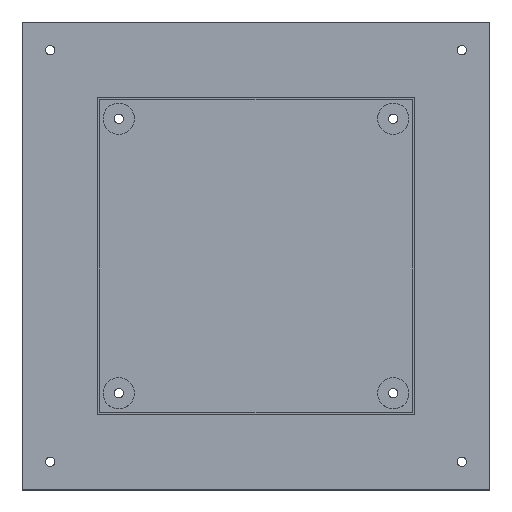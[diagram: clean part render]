
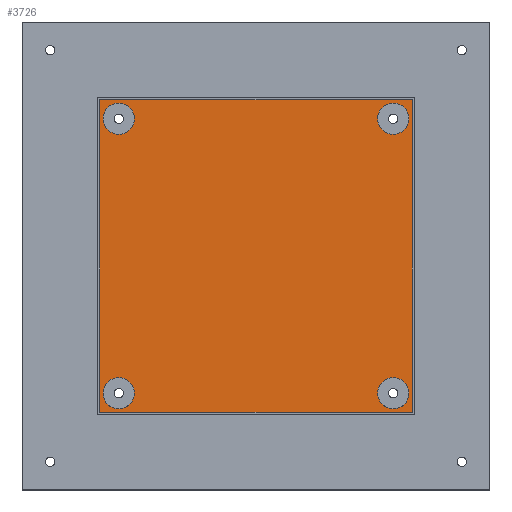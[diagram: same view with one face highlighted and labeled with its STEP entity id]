
A CAD part, top view. The second image highlights one B-rep face of the part: STEP entity #3726.
In plain terms, the highlighted planar face has unit normal (0, 0, 1).
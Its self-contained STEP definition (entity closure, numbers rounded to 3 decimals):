
#3076 = PLANE('',#3077);
#3077 = AXIS2_PLACEMENT_3D('',#3078,#3079,#3080);
#3078 = CARTESIAN_POINT('',(-50.1,-50.1,1.));
#3079 = DIRECTION('',(-1.,0.,0.));
#3080 = DIRECTION('',(0.,1.,0.));
#3104 = PLANE('',#3105);
#3105 = AXIS2_PLACEMENT_3D('',#3106,#3107,#3108);
#3106 = CARTESIAN_POINT('',(-50.1,50.1,1.));
#3107 = DIRECTION('',(0.,1.,0.));
#3108 = DIRECTION('',(1.,0.,0.));
#3132 = PLANE('',#3133);
#3133 = AXIS2_PLACEMENT_3D('',#3134,#3135,#3136);
#3134 = CARTESIAN_POINT('',(50.1,50.1,1.));
#3135 = DIRECTION('',(1.,0.,0.));
#3136 = DIRECTION('',(0.,-1.,0.));
#3158 = PLANE('',#3159);
#3159 = AXIS2_PLACEMENT_3D('',#3160,#3161,#3162);
#3160 = CARTESIAN_POINT('',(50.1,-50.1,1.));
#3161 = DIRECTION('',(0.,-1.,0.));
#3162 = DIRECTION('',(-1.,0.,0.));
#3390 = VERTEX_POINT('',#3391);
#3391 = CARTESIAN_POINT('',(-50.1,-50.1,1.));
#3414 = VERTEX_POINT('',#3415);
#3415 = CARTESIAN_POINT('',(-50.1,50.1,1.));
#3436 = EDGE_CURVE('',#3390,#3414,#3437,.T.);
#3437 = SURFACE_CURVE('',#3438,(#3442,#3449),.PCURVE_S1.);
#3438 = LINE('',#3439,#3440);
#3439 = CARTESIAN_POINT('',(-50.1,-50.1,1.));
#3440 = VECTOR('',#3441,1.);
#3441 = DIRECTION('',(0.,1.,0.));
#3442 = PCURVE('',#3076,#3443);
#3443 = DEFINITIONAL_REPRESENTATION('',(#3444),#3448);
#3444 = LINE('',#3445,#3446);
#3445 = CARTESIAN_POINT('',(0.,0.));
#3446 = VECTOR('',#3447,1.);
#3447 = DIRECTION('',(1.,0.));
#3448 = ( GEOMETRIC_REPRESENTATION_CONTEXT(2) 
PARAMETRIC_REPRESENTATION_CONTEXT() REPRESENTATION_CONTEXT('2D SPACE',''
  ) );
#3449 = PCURVE('',#3450,#3455);
#3450 = PLANE('',#3451);
#3451 = AXIS2_PLACEMENT_3D('',#3452,#3453,#3454);
#3452 = CARTESIAN_POINT('',(0.,0.,1.));
#3453 = DIRECTION('',(0.,0.,1.));
#3454 = DIRECTION('',(1.,0.,0.));
#3455 = DEFINITIONAL_REPRESENTATION('',(#3456),#3460);
#3456 = LINE('',#3457,#3458);
#3457 = CARTESIAN_POINT('',(-50.1,-50.1));
#3458 = VECTOR('',#3459,1.);
#3459 = DIRECTION('',(0.,1.));
#3460 = ( GEOMETRIC_REPRESENTATION_CONTEXT(2) 
PARAMETRIC_REPRESENTATION_CONTEXT() REPRESENTATION_CONTEXT('2D SPACE',''
  ) );
#3468 = VERTEX_POINT('',#3469);
#3469 = CARTESIAN_POINT('',(50.1,50.1,1.));
#3490 = EDGE_CURVE('',#3414,#3468,#3491,.T.);
#3491 = SURFACE_CURVE('',#3492,(#3496,#3503),.PCURVE_S1.);
#3492 = LINE('',#3493,#3494);
#3493 = CARTESIAN_POINT('',(-50.1,50.1,1.));
#3494 = VECTOR('',#3495,1.);
#3495 = DIRECTION('',(1.,0.,0.));
#3496 = PCURVE('',#3104,#3497);
#3497 = DEFINITIONAL_REPRESENTATION('',(#3498),#3502);
#3498 = LINE('',#3499,#3500);
#3499 = CARTESIAN_POINT('',(0.,0.));
#3500 = VECTOR('',#3501,1.);
#3501 = DIRECTION('',(1.,0.));
#3502 = ( GEOMETRIC_REPRESENTATION_CONTEXT(2) 
PARAMETRIC_REPRESENTATION_CONTEXT() REPRESENTATION_CONTEXT('2D SPACE',''
  ) );
#3503 = PCURVE('',#3450,#3504);
#3504 = DEFINITIONAL_REPRESENTATION('',(#3505),#3509);
#3505 = LINE('',#3506,#3507);
#3506 = CARTESIAN_POINT('',(-50.1,50.1));
#3507 = VECTOR('',#3508,1.);
#3508 = DIRECTION('',(1.,0.));
#3509 = ( GEOMETRIC_REPRESENTATION_CONTEXT(2) 
PARAMETRIC_REPRESENTATION_CONTEXT() REPRESENTATION_CONTEXT('2D SPACE',''
  ) );
#3517 = VERTEX_POINT('',#3518);
#3518 = CARTESIAN_POINT('',(50.1,-50.1,1.));
#3539 = EDGE_CURVE('',#3468,#3517,#3540,.T.);
#3540 = SURFACE_CURVE('',#3541,(#3545,#3552),.PCURVE_S1.);
#3541 = LINE('',#3542,#3543);
#3542 = CARTESIAN_POINT('',(50.1,50.1,1.));
#3543 = VECTOR('',#3544,1.);
#3544 = DIRECTION('',(0.,-1.,0.));
#3545 = PCURVE('',#3132,#3546);
#3546 = DEFINITIONAL_REPRESENTATION('',(#3547),#3551);
#3547 = LINE('',#3548,#3549);
#3548 = CARTESIAN_POINT('',(0.,0.));
#3549 = VECTOR('',#3550,1.);
#3550 = DIRECTION('',(1.,0.));
#3551 = ( GEOMETRIC_REPRESENTATION_CONTEXT(2) 
PARAMETRIC_REPRESENTATION_CONTEXT() REPRESENTATION_CONTEXT('2D SPACE',''
  ) );
#3552 = PCURVE('',#3450,#3553);
#3553 = DEFINITIONAL_REPRESENTATION('',(#3554),#3558);
#3554 = LINE('',#3555,#3556);
#3555 = CARTESIAN_POINT('',(50.1,50.1));
#3556 = VECTOR('',#3557,1.);
#3557 = DIRECTION('',(0.,-1.));
#3558 = ( GEOMETRIC_REPRESENTATION_CONTEXT(2) 
PARAMETRIC_REPRESENTATION_CONTEXT() REPRESENTATION_CONTEXT('2D SPACE',''
  ) );
#3566 = EDGE_CURVE('',#3517,#3390,#3567,.T.);
#3567 = SURFACE_CURVE('',#3568,(#3572,#3579),.PCURVE_S1.);
#3568 = LINE('',#3569,#3570);
#3569 = CARTESIAN_POINT('',(50.1,-50.1,1.));
#3570 = VECTOR('',#3571,1.);
#3571 = DIRECTION('',(-1.,0.,0.));
#3572 = PCURVE('',#3158,#3573);
#3573 = DEFINITIONAL_REPRESENTATION('',(#3574),#3578);
#3574 = LINE('',#3575,#3576);
#3575 = CARTESIAN_POINT('',(0.,-0.));
#3576 = VECTOR('',#3577,1.);
#3577 = DIRECTION('',(1.,0.));
#3578 = ( GEOMETRIC_REPRESENTATION_CONTEXT(2) 
PARAMETRIC_REPRESENTATION_CONTEXT() REPRESENTATION_CONTEXT('2D SPACE',''
  ) );
#3579 = PCURVE('',#3450,#3580);
#3580 = DEFINITIONAL_REPRESENTATION('',(#3581),#3585);
#3581 = LINE('',#3582,#3583);
#3582 = CARTESIAN_POINT('',(50.1,-50.1));
#3583 = VECTOR('',#3584,1.);
#3584 = DIRECTION('',(-1.,0.));
#3585 = ( GEOMETRIC_REPRESENTATION_CONTEXT(2) 
PARAMETRIC_REPRESENTATION_CONTEXT() REPRESENTATION_CONTEXT('2D SPACE',''
  ) );
#3607 = CYLINDRICAL_SURFACE('',#3608,5.);
#3608 = AXIS2_PLACEMENT_3D('',#3609,#3610,#3611);
#3609 = CARTESIAN_POINT('',(-44.,-44.,1.));
#3610 = DIRECTION('',(-0.,-0.,-1.));
#3611 = DIRECTION('',(1.,0.,0.));
#3642 = CYLINDRICAL_SURFACE('',#3643,5.);
#3643 = AXIS2_PLACEMENT_3D('',#3644,#3645,#3646);
#3644 = CARTESIAN_POINT('',(44.,-44.,1.));
#3645 = DIRECTION('',(-0.,-0.,-1.));
#3646 = DIRECTION('',(1.,0.,0.));
#3677 = CYLINDRICAL_SURFACE('',#3678,5.);
#3678 = AXIS2_PLACEMENT_3D('',#3679,#3680,#3681);
#3679 = CARTESIAN_POINT('',(-44.,44.,1.));
#3680 = DIRECTION('',(-0.,-0.,-1.));
#3681 = DIRECTION('',(1.,0.,0.));
#3712 = CYLINDRICAL_SURFACE('',#3713,5.);
#3713 = AXIS2_PLACEMENT_3D('',#3714,#3715,#3716);
#3714 = CARTESIAN_POINT('',(44.,44.,1.));
#3715 = DIRECTION('',(-0.,-0.,-1.));
#3716 = DIRECTION('',(1.,0.,0.));
#3726 = ADVANCED_FACE('',(#3727,#3733,#3759,#3785,#3811),#3450,.T.);
#3727 = FACE_BOUND('',#3728,.T.);
#3728 = EDGE_LOOP('',(#3729,#3730,#3731,#3732));
#3729 = ORIENTED_EDGE('',*,*,#3436,.F.);
#3730 = ORIENTED_EDGE('',*,*,#3566,.F.);
#3731 = ORIENTED_EDGE('',*,*,#3539,.F.);
#3732 = ORIENTED_EDGE('',*,*,#3490,.F.);
#3733 = FACE_BOUND('',#3734,.T.);
#3734 = EDGE_LOOP('',(#3735));
#3735 = ORIENTED_EDGE('',*,*,#3736,.F.);
#3736 = EDGE_CURVE('',#3737,#3737,#3739,.T.);
#3737 = VERTEX_POINT('',#3738);
#3738 = CARTESIAN_POINT('',(-39.,-44.,1.));
#3739 = SURFACE_CURVE('',#3740,(#3745,#3752),.PCURVE_S1.);
#3740 = CIRCLE('',#3741,5.);
#3741 = AXIS2_PLACEMENT_3D('',#3742,#3743,#3744);
#3742 = CARTESIAN_POINT('',(-44.,-44.,1.));
#3743 = DIRECTION('',(0.,0.,1.));
#3744 = DIRECTION('',(1.,0.,0.));
#3745 = PCURVE('',#3450,#3746);
#3746 = DEFINITIONAL_REPRESENTATION('',(#3747),#3751);
#3747 = CIRCLE('',#3748,5.);
#3748 = AXIS2_PLACEMENT_2D('',#3749,#3750);
#3749 = CARTESIAN_POINT('',(-44.,-44.));
#3750 = DIRECTION('',(1.,0.));
#3751 = ( GEOMETRIC_REPRESENTATION_CONTEXT(2) 
PARAMETRIC_REPRESENTATION_CONTEXT() REPRESENTATION_CONTEXT('2D SPACE',''
  ) );
#3752 = PCURVE('',#3607,#3753);
#3753 = DEFINITIONAL_REPRESENTATION('',(#3754),#3758);
#3754 = LINE('',#3755,#3756);
#3755 = CARTESIAN_POINT('',(-0.,0.));
#3756 = VECTOR('',#3757,1.);
#3757 = DIRECTION('',(-1.,0.));
#3758 = ( GEOMETRIC_REPRESENTATION_CONTEXT(2) 
PARAMETRIC_REPRESENTATION_CONTEXT() REPRESENTATION_CONTEXT('2D SPACE',''
  ) );
#3759 = FACE_BOUND('',#3760,.T.);
#3760 = EDGE_LOOP('',(#3761));
#3761 = ORIENTED_EDGE('',*,*,#3762,.F.);
#3762 = EDGE_CURVE('',#3763,#3763,#3765,.T.);
#3763 = VERTEX_POINT('',#3764);
#3764 = CARTESIAN_POINT('',(49.,-44.,1.));
#3765 = SURFACE_CURVE('',#3766,(#3771,#3778),.PCURVE_S1.);
#3766 = CIRCLE('',#3767,5.);
#3767 = AXIS2_PLACEMENT_3D('',#3768,#3769,#3770);
#3768 = CARTESIAN_POINT('',(44.,-44.,1.));
#3769 = DIRECTION('',(0.,0.,1.));
#3770 = DIRECTION('',(1.,0.,0.));
#3771 = PCURVE('',#3450,#3772);
#3772 = DEFINITIONAL_REPRESENTATION('',(#3773),#3777);
#3773 = CIRCLE('',#3774,5.);
#3774 = AXIS2_PLACEMENT_2D('',#3775,#3776);
#3775 = CARTESIAN_POINT('',(44.,-44.));
#3776 = DIRECTION('',(1.,0.));
#3777 = ( GEOMETRIC_REPRESENTATION_CONTEXT(2) 
PARAMETRIC_REPRESENTATION_CONTEXT() REPRESENTATION_CONTEXT('2D SPACE',''
  ) );
#3778 = PCURVE('',#3642,#3779);
#3779 = DEFINITIONAL_REPRESENTATION('',(#3780),#3784);
#3780 = LINE('',#3781,#3782);
#3781 = CARTESIAN_POINT('',(-0.,0.));
#3782 = VECTOR('',#3783,1.);
#3783 = DIRECTION('',(-1.,0.));
#3784 = ( GEOMETRIC_REPRESENTATION_CONTEXT(2) 
PARAMETRIC_REPRESENTATION_CONTEXT() REPRESENTATION_CONTEXT('2D SPACE',''
  ) );
#3785 = FACE_BOUND('',#3786,.T.);
#3786 = EDGE_LOOP('',(#3787));
#3787 = ORIENTED_EDGE('',*,*,#3788,.F.);
#3788 = EDGE_CURVE('',#3789,#3789,#3791,.T.);
#3789 = VERTEX_POINT('',#3790);
#3790 = CARTESIAN_POINT('',(-39.,44.,1.));
#3791 = SURFACE_CURVE('',#3792,(#3797,#3804),.PCURVE_S1.);
#3792 = CIRCLE('',#3793,5.);
#3793 = AXIS2_PLACEMENT_3D('',#3794,#3795,#3796);
#3794 = CARTESIAN_POINT('',(-44.,44.,1.));
#3795 = DIRECTION('',(0.,0.,1.));
#3796 = DIRECTION('',(1.,0.,0.));
#3797 = PCURVE('',#3450,#3798);
#3798 = DEFINITIONAL_REPRESENTATION('',(#3799),#3803);
#3799 = CIRCLE('',#3800,5.);
#3800 = AXIS2_PLACEMENT_2D('',#3801,#3802);
#3801 = CARTESIAN_POINT('',(-44.,44.));
#3802 = DIRECTION('',(1.,0.));
#3803 = ( GEOMETRIC_REPRESENTATION_CONTEXT(2) 
PARAMETRIC_REPRESENTATION_CONTEXT() REPRESENTATION_CONTEXT('2D SPACE',''
  ) );
#3804 = PCURVE('',#3677,#3805);
#3805 = DEFINITIONAL_REPRESENTATION('',(#3806),#3810);
#3806 = LINE('',#3807,#3808);
#3807 = CARTESIAN_POINT('',(-0.,0.));
#3808 = VECTOR('',#3809,1.);
#3809 = DIRECTION('',(-1.,0.));
#3810 = ( GEOMETRIC_REPRESENTATION_CONTEXT(2) 
PARAMETRIC_REPRESENTATION_CONTEXT() REPRESENTATION_CONTEXT('2D SPACE',''
  ) );
#3811 = FACE_BOUND('',#3812,.T.);
#3812 = EDGE_LOOP('',(#3813));
#3813 = ORIENTED_EDGE('',*,*,#3814,.F.);
#3814 = EDGE_CURVE('',#3815,#3815,#3817,.T.);
#3815 = VERTEX_POINT('',#3816);
#3816 = CARTESIAN_POINT('',(49.,44.,1.));
#3817 = SURFACE_CURVE('',#3818,(#3823,#3830),.PCURVE_S1.);
#3818 = CIRCLE('',#3819,5.);
#3819 = AXIS2_PLACEMENT_3D('',#3820,#3821,#3822);
#3820 = CARTESIAN_POINT('',(44.,44.,1.));
#3821 = DIRECTION('',(0.,0.,1.));
#3822 = DIRECTION('',(1.,0.,0.));
#3823 = PCURVE('',#3450,#3824);
#3824 = DEFINITIONAL_REPRESENTATION('',(#3825),#3829);
#3825 = CIRCLE('',#3826,5.);
#3826 = AXIS2_PLACEMENT_2D('',#3827,#3828);
#3827 = CARTESIAN_POINT('',(44.,44.));
#3828 = DIRECTION('',(1.,0.));
#3829 = ( GEOMETRIC_REPRESENTATION_CONTEXT(2) 
PARAMETRIC_REPRESENTATION_CONTEXT() REPRESENTATION_CONTEXT('2D SPACE',''
  ) );
#3830 = PCURVE('',#3712,#3831);
#3831 = DEFINITIONAL_REPRESENTATION('',(#3832),#3836);
#3832 = LINE('',#3833,#3834);
#3833 = CARTESIAN_POINT('',(-0.,0.));
#3834 = VECTOR('',#3835,1.);
#3835 = DIRECTION('',(-1.,0.));
#3836 = ( GEOMETRIC_REPRESENTATION_CONTEXT(2) 
PARAMETRIC_REPRESENTATION_CONTEXT() REPRESENTATION_CONTEXT('2D SPACE',''
  ) );
